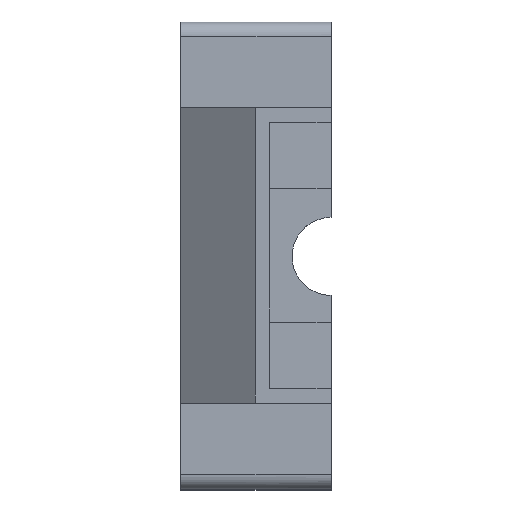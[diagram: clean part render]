
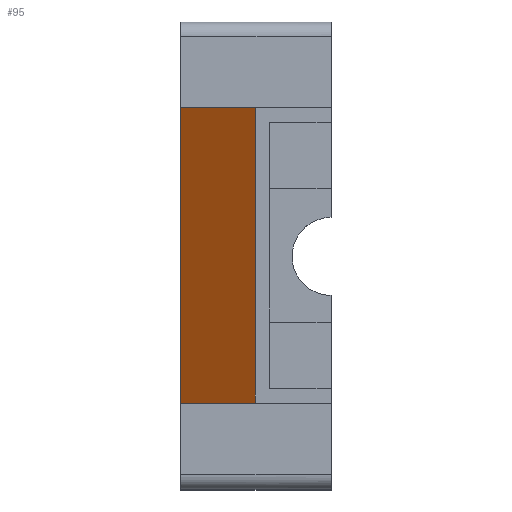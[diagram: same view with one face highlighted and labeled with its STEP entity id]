
A CAD part, top view. The second image highlights one B-rep face of the part: STEP entity #95.
In plain terms, the highlighted planar face has unit normal (-0.601, 0, 0.799).
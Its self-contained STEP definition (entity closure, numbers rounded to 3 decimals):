
#95=ADVANCED_FACE('',(#226),#2187,.T.);
#226=FACE_OUTER_BOUND('',#359,.T.);
#359=EDGE_LOOP('',(#780,#781,#782,#783));
#780=ORIENTED_EDGE('',*,*,#1356,.T.);
#781=ORIENTED_EDGE('',*,*,#1355,.F.);
#782=ORIENTED_EDGE('',*,*,#1357,.T.);
#783=ORIENTED_EDGE('',*,*,#1354,.T.);
#1354=EDGE_CURVE('',#2013,#2015,#1614,.T.);
#1355=EDGE_CURVE('',#2012,#2014,#1615,.T.);
#1356=EDGE_CURVE('',#2015,#2014,#1616,.T.);
#1357=EDGE_CURVE('',#2012,#2013,#1617,.T.);
#1614=B_SPLINE_CURVE_WITH_KNOTS('',1,(#3669,#3670),.UNSPECIFIED.,.F.,.F.,
(2,2),(34.1,93.9),.UNSPECIFIED.);
#1615=B_SPLINE_CURVE_WITH_KNOTS('',1,(#3671,#3672),.UNSPECIFIED.,.F.,.F.,
(2,2),(34.1,93.9),.UNSPECIFIED.);
#1616=B_SPLINE_CURVE_WITH_KNOTS('',1,(#3673,#3674),.UNSPECIFIED.,.F.,.F.,
(2,2),(0.,18.762),.UNSPECIFIED.);
#1617=B_SPLINE_CURVE_WITH_KNOTS('',1,(#3675,#3676),.UNSPECIFIED.,.F.,.F.,
(2,2),(-18.762,0.),.UNSPECIFIED.);
#2012=VERTEX_POINT('',#3065);
#2013=VERTEX_POINT('',#3066);
#2014=VERTEX_POINT('',#3067);
#2015=VERTEX_POINT('',#3068);
#2187=PLANE('',#2278);
#2278=AXIS2_PLACEMENT_3D('',#2658,#2352,$);
#2352=DIRECTION('',(-0.601,0.,0.799));
#2658=CARTESIAN_POINT('',(-15.4,-64.,59.));
#3065=CARTESIAN_POINT('',(-30.4,-29.9,47.729));
#3066=CARTESIAN_POINT('',(-15.4,-29.9,59.));
#3067=CARTESIAN_POINT('',(-30.4,29.9,47.729));
#3068=CARTESIAN_POINT('',(-15.4,29.9,59.));
#3669=CARTESIAN_POINT('',(-15.4,-29.9,59.));
#3670=CARTESIAN_POINT('',(-15.4,29.9,59.));
#3671=CARTESIAN_POINT('',(-30.4,-29.9,47.729));
#3672=CARTESIAN_POINT('',(-30.4,29.9,47.729));
#3673=CARTESIAN_POINT('',(-15.4,29.9,59.));
#3674=CARTESIAN_POINT('',(-30.4,29.9,47.729));
#3675=CARTESIAN_POINT('',(-30.4,-29.9,47.729));
#3676=CARTESIAN_POINT('',(-15.4,-29.9,59.));
